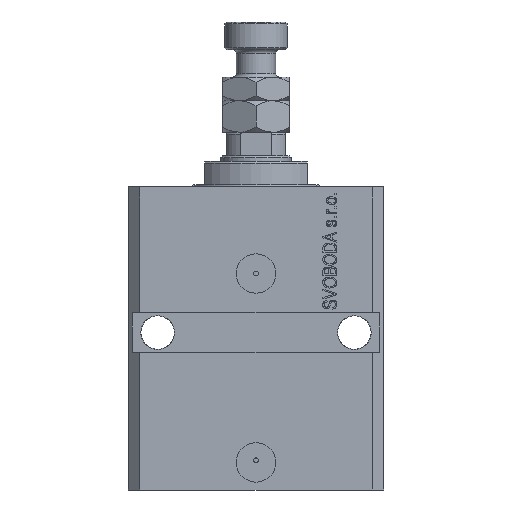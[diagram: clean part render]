
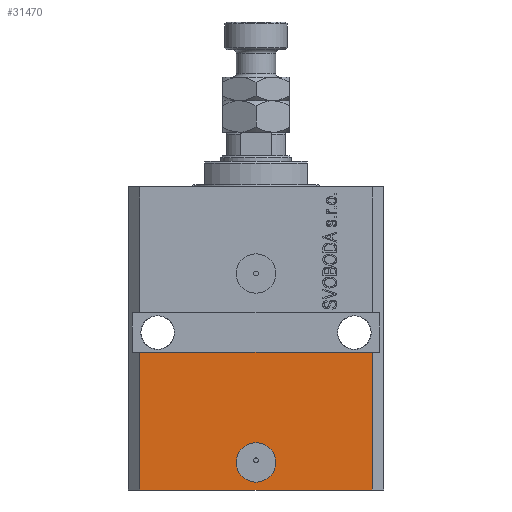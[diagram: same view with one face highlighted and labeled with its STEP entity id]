
A CAD part, front view. The second image highlights one B-rep face of the part: STEP entity #31470.
In plain terms, the highlighted planar face has unit normal (0, -1, 0).
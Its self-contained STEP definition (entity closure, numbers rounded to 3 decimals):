
#166 = DIRECTION ( 'NONE',  ( 0., -1., 0. ) ) ;
#3051 = CARTESIAN_POINT ( 'NONE',  ( 5., -22.5, -70. ) ) ;
#3310 = AXIS2_PLACEMENT_3D ( 'NONE', #16393, #30771, #8401 ) ;
#5555 = PLANE ( 'NONE',  #3310 ) ;
#5765 = EDGE_CURVE ( 'NONE', #21923, #37030, #11693, .T. ) ;
#8401 = DIRECTION ( 'NONE',  ( 1., 0., 0. ) ) ;
#8440 = CARTESIAN_POINT ( 'NONE',  ( 29.5, -22.5, -77. ) ) ;
#8954 = DIRECTION ( 'NONE',  ( 0., -1., 0. ) ) ;
#9097 = FACE_OUTER_BOUND ( 'NONE', #41644, .T. ) ;
#10275 = ORIENTED_EDGE ( 'NONE', *, *, #27053, .T. ) ;
#10593 = EDGE_CURVE ( 'NONE', #35251, #15301, #36635, .T. ) ;
#10985 = ORIENTED_EDGE ( 'NONE', *, *, #29042, .F. ) ;
#11071 = VECTOR ( 'NONE', #22707, 1000. ) ;
#11693 = CIRCLE ( 'NONE', #16970, 5. ) ;
#11990 = ORIENTED_EDGE ( 'NONE', *, *, #5765, .F. ) ;
#15137 = CARTESIAN_POINT ( 'NONE',  ( -29.5, -22.5, -42. ) ) ;
#15301 = VERTEX_POINT ( 'NONE', #32316 ) ;
#15500 = ORIENTED_EDGE ( 'NONE', *, *, #10593, .F. ) ;
#15946 = ORIENTED_EDGE ( 'NONE', *, *, #34281, .T. ) ;
#16393 = CARTESIAN_POINT ( 'NONE',  ( -29.5, -22.5, -77. ) ) ;
#16937 = AXIS2_PLACEMENT_3D ( 'NONE', #24692, #166, #46366 ) ;
#16970 = AXIS2_PLACEMENT_3D ( 'NONE', #24258, #8954, #23324 ) ;
#17560 = CARTESIAN_POINT ( 'NONE',  ( 29.5, -22.5, -77. ) ) ;
#20144 = VERTEX_POINT ( 'NONE', #17560 ) ;
#21923 = VERTEX_POINT ( 'NONE', #31776 ) ;
#22322 = DIRECTION ( 'NONE',  ( 0., 0., 1. ) ) ;
#22707 = DIRECTION ( 'NONE',  ( 1., 0., 0. ) ) ;
#23324 = DIRECTION ( 'NONE',  ( 1., 0., 0. ) ) ;
#23953 = EDGE_LOOP ( 'NONE', ( #36468, #11990 ) ) ;
#24258 = CARTESIAN_POINT ( 'NONE',  ( 0., -22.5, -70. ) ) ;
#24692 = CARTESIAN_POINT ( 'NONE',  ( 0., -22.5, -70. ) ) ;
#27053 = EDGE_CURVE ( 'NONE', #20144, #15301, #44719, .T. ) ;
#29042 = EDGE_CURVE ( 'NONE', #36129, #35251, #40250, .T. ) ;
#29577 = CARTESIAN_POINT ( 'NONE',  ( -29.5, -22.5, -77. ) ) ;
#30771 = DIRECTION ( 'NONE',  ( 0., -1., 0. ) ) ;
#31470 = ADVANCED_FACE ( 'NONE', ( #41382, #9097 ), #5555, .T. ) ;
#31776 = CARTESIAN_POINT ( 'NONE',  ( -5., -22.5, -70. ) ) ;
#32316 = CARTESIAN_POINT ( 'NONE',  ( 29.5, -22.5, -42. ) ) ;
#33659 = DIRECTION ( 'NONE',  ( 0., 0., 1. ) ) ;
#34281 = EDGE_CURVE ( 'NONE', #36129, #20144, #43453, .T. ) ;
#35251 = VERTEX_POINT ( 'NONE', #15137 ) ;
#36129 = VERTEX_POINT ( 'NONE', #29577 ) ;
#36397 = DIRECTION ( 'NONE',  ( 1., 0., 0. ) ) ;
#36468 = ORIENTED_EDGE ( 'NONE', *, *, #38067, .F. ) ;
#36635 = LINE ( 'NONE', #39702, #11071 ) ;
#36701 = CARTESIAN_POINT ( 'NONE',  ( -29.5, -22.5, -77. ) ) ;
#37030 = VERTEX_POINT ( 'NONE', #3051 ) ;
#38067 = EDGE_CURVE ( 'NONE', #37030, #21923, #45534, .T. ) ;
#38652 = VECTOR ( 'NONE', #22322, 1000. ) ;
#39324 = VECTOR ( 'NONE', #33659, 1000. ) ;
#39702 = CARTESIAN_POINT ( 'NONE',  ( -32.5, -22.5, -42. ) ) ;
#40250 = LINE ( 'NONE', #36701, #38652 ) ;
#41382 = FACE_BOUND ( 'NONE', #23953, .T. ) ;
#41644 = EDGE_LOOP ( 'NONE', ( #15500, #10985, #15946, #10275 ) ) ;
#43453 = LINE ( 'NONE', #46521, #43910 ) ;
#43910 = VECTOR ( 'NONE', #36397, 1000. ) ;
#44719 = LINE ( 'NONE', #8440, #39324 ) ;
#45534 = CIRCLE ( 'NONE', #16937, 5. ) ;
#46366 = DIRECTION ( 'NONE',  ( 1., 0., 0. ) ) ;
#46521 = CARTESIAN_POINT ( 'NONE',  ( -29.5, -22.5, -77. ) ) ;
